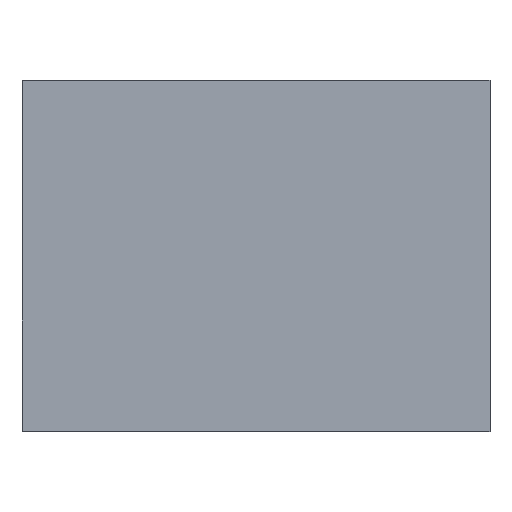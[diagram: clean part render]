
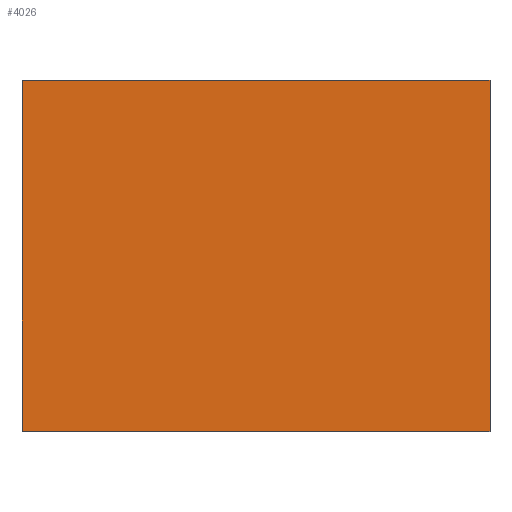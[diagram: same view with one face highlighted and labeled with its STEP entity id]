
A CAD part, top view. The second image highlights one B-rep face of the part: STEP entity #4026.
In plain terms, the highlighted planar face has unit normal (0, 0, 1).
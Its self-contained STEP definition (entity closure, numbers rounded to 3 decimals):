
#590=ORIENTED_EDGE('',*,*,#1486,.T.);
#591=ORIENTED_EDGE('',*,*,#1498,.T.);
#592=ORIENTED_EDGE('',*,*,#1490,.T.);
#593=ORIENTED_EDGE('',*,*,#1499,.T.);
#1486=EDGE_CURVE('',#1986,#1987,#2430,.T.);
#1490=EDGE_CURVE('',#1990,#1991,#2434,.T.);
#1498=EDGE_CURVE('',#1987,#1990,#2442,.T.);
#1499=EDGE_CURVE('',#1991,#1986,#2443,.T.);
#1986=VERTEX_POINT('',#6678);
#1987=VERTEX_POINT('',#6679);
#1990=VERTEX_POINT('',#6687);
#1991=VERTEX_POINT('',#6688);
#2430=LINE('',#6677,#2970);
#2434=LINE('',#6686,#2974);
#2442=LINE('',#6700,#2982);
#2443=LINE('',#6702,#2983);
#2970=VECTOR('',#5559,1000.);
#2974=VECTOR('',#5565,1000.);
#2982=VECTOR('',#5577,1000.);
#2983=VECTOR('',#5580,1000.);
#3385=EDGE_LOOP('',(#590,#591,#592,#593));
#3613=FACE_BOUND('',#3385,.T.);
#3820=PLANE('',#4991);
#4026=ADVANCED_FACE('',(#3613),#3820,.T.);
#4991=AXIS2_PLACEMENT_3D('',#6703,#5581,#5582);
#5559=DIRECTION('',(-1.,0.,0.));
#5565=DIRECTION('',(1.,0.,0.));
#5577=DIRECTION('',(0.,-1.,0.));
#5580=DIRECTION('',(0.,1.,0.));
#5581=DIRECTION('',(0.,0.,1.));
#5582=DIRECTION('',(1.,0.,0.));
#6677=CARTESIAN_POINT('',(0.4,0.3,0.));
#6678=CARTESIAN_POINT('',(0.4,0.3,0.));
#6679=CARTESIAN_POINT('',(-0.4,0.3,0.));
#6686=CARTESIAN_POINT('',(-0.4,-0.3,0.));
#6687=CARTESIAN_POINT('',(-0.4,-0.3,0.));
#6688=CARTESIAN_POINT('',(0.4,-0.3,0.));
#6700=CARTESIAN_POINT('',(-0.4,0.3,0.));
#6702=CARTESIAN_POINT('',(0.4,-0.3,0.));
#6703=CARTESIAN_POINT('',(0.,0.,0.));
